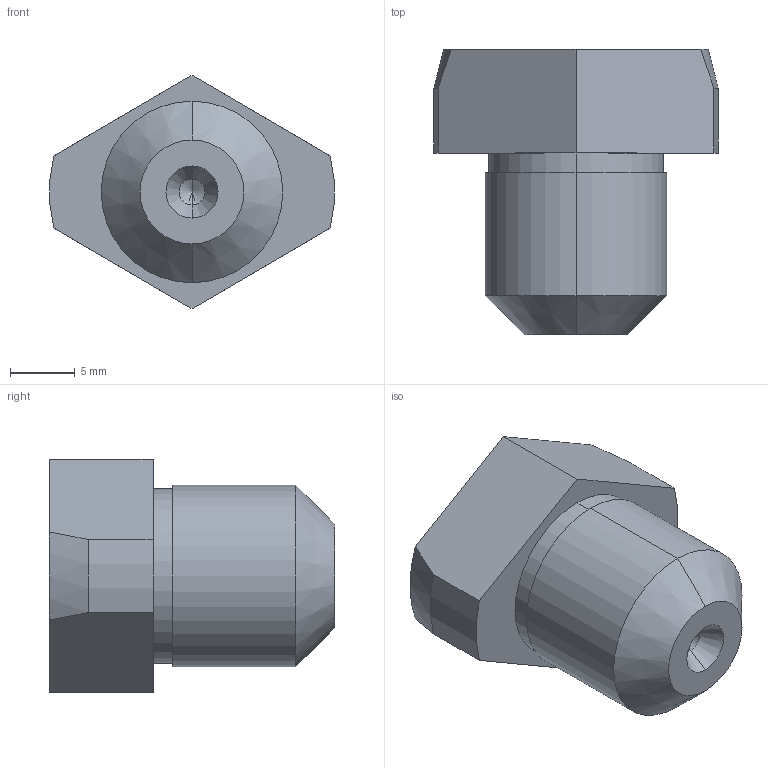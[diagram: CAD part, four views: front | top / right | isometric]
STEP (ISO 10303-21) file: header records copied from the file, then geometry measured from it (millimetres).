
FILE_DESCRIPTION( ( '' ), '1' );
FILE_NAME( 'K0354.14.stp', '2012-10-30T13:35:58', ( '' ), ( '' ), ' ', ' ', ' ' );
FILE_SCHEMA( ( 'CONFIG_CONTROL_DESIGN' ) );
Length unit declared in the file: millimetre
Products named in the file (1): 1
Bounding box: 21.92 x 22 x 18 mm (x, y, z)
Volume: 3950.6 mm3; surface area: 1564.5 mm2
Topology: 1 solids, 1 shells, 30 faces, 68 edges, 40 vertices
Faces by surface type: cone 12, cylinder 10, plane 8
Entity records: 852 total; most frequent: DIRECTION 150, CARTESIAN_POINT 143, ORIENTED_EDGE 128, EDGE_CURVE 64, AXIS2_PLACEMENT_3D 59, VERTEX_POINT 40, EDGE_LOOP 34, LINE 32
